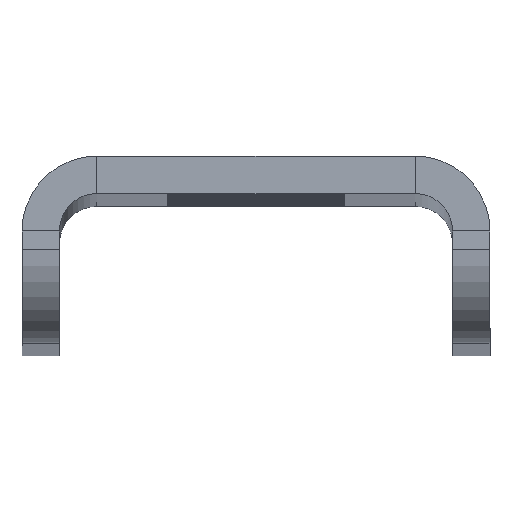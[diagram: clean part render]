
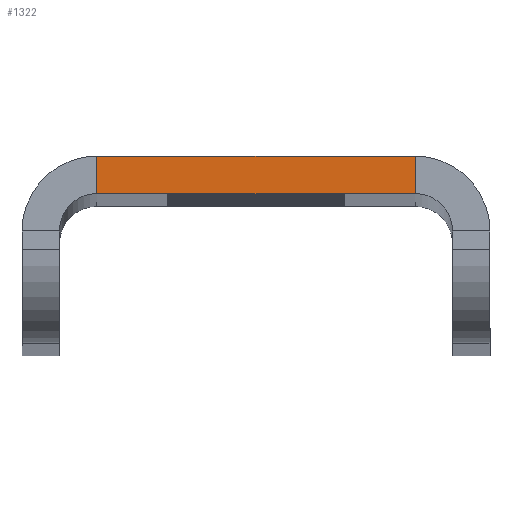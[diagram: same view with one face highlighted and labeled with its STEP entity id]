
A CAD part, top view. The second image highlights one B-rep face of the part: STEP entity #1322.
In plain terms, the highlighted planar face has unit normal (0, 0, 1).
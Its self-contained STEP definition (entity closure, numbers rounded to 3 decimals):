
#7 = AXIS2_PLACEMENT_3D ( 'NONE', #1813, #3696, #2488 ) ;
#88 = ORIENTED_EDGE ( 'NONE', *, *, #344, .T. ) ;
#262 = DIRECTION ( 'NONE',  ( 1., 0., 0. ) ) ;
#326 = VERTEX_POINT ( 'NONE', #1588 ) ;
#344 = EDGE_CURVE ( 'NONE', #326, #1966, #2204, .T. ) ;
#511 = DIRECTION ( 'NONE',  ( 0., 1., 0. ) ) ;
#514 = LINE ( 'NONE', #2721, #990 ) ;
#568 = DIRECTION ( 'NONE',  ( 0., 1., 0. ) ) ;
#674 = DIRECTION ( 'NONE',  ( 1., 0., 0. ) ) ;
#990 = VECTOR ( 'NONE', #568, 1000. ) ;
#1164 = VERTEX_POINT ( 'NONE', #1227 ) ;
#1185 = PLANE ( 'NONE',  #7 ) ;
#1227 = CARTESIAN_POINT ( 'NONE',  ( 8.5, 0., 195.5 ) ) ;
#1322 = ADVANCED_FACE ( 'NONE', ( #3415 ), #1185, .T. ) ;
#1588 = CARTESIAN_POINT ( 'NONE',  ( -8.5, -2., 195.5 ) ) ;
#1640 = EDGE_CURVE ( 'NONE', #3211, #1164, #2109, .T. ) ;
#1813 = CARTESIAN_POINT ( 'NONE',  ( 12.5, -2., 195.5 ) ) ;
#1966 = VERTEX_POINT ( 'NONE', #3579 ) ;
#2109 = LINE ( 'NONE', #3960, #2452 ) ;
#2130 = LINE ( 'NONE', #2739, #3520 ) ;
#2193 = ORIENTED_EDGE ( 'NONE', *, *, #2486, .T. ) ;
#2204 = LINE ( 'NONE', #3451, #2408 ) ;
#2406 = ORIENTED_EDGE ( 'NONE', *, *, #2786, .F. ) ;
#2408 = VECTOR ( 'NONE', #674, 1000. ) ;
#2452 = VECTOR ( 'NONE', #262, 1000. ) ;
#2477 = ORIENTED_EDGE ( 'NONE', *, *, #1640, .F. ) ;
#2486 = EDGE_CURVE ( 'NONE', #1966, #1164, #2130, .T. ) ;
#2488 = DIRECTION ( 'NONE',  ( 1., 0., 0. ) ) ;
#2721 = CARTESIAN_POINT ( 'NONE',  ( -8.5, -2., 195.5 ) ) ;
#2739 = CARTESIAN_POINT ( 'NONE',  ( 8.5, -2., 195.5 ) ) ;
#2786 = EDGE_CURVE ( 'NONE', #326, #3211, #514, .T. ) ;
#3211 = VERTEX_POINT ( 'NONE', #3613 ) ;
#3415 = FACE_OUTER_BOUND ( 'NONE', #3622, .T. ) ;
#3451 = CARTESIAN_POINT ( 'NONE',  ( 12.5, -2., 195.5 ) ) ;
#3520 = VECTOR ( 'NONE', #511, 1000. ) ;
#3579 = CARTESIAN_POINT ( 'NONE',  ( 8.5, -2., 195.5 ) ) ;
#3613 = CARTESIAN_POINT ( 'NONE',  ( -8.5, 0., 195.5 ) ) ;
#3622 = EDGE_LOOP ( 'NONE', ( #2406, #88, #2193, #2477 ) ) ;
#3696 = DIRECTION ( 'NONE',  ( 0., 0., 1. ) ) ;
#3960 = CARTESIAN_POINT ( 'NONE',  ( 12.5, 0., 195.5 ) ) ;
